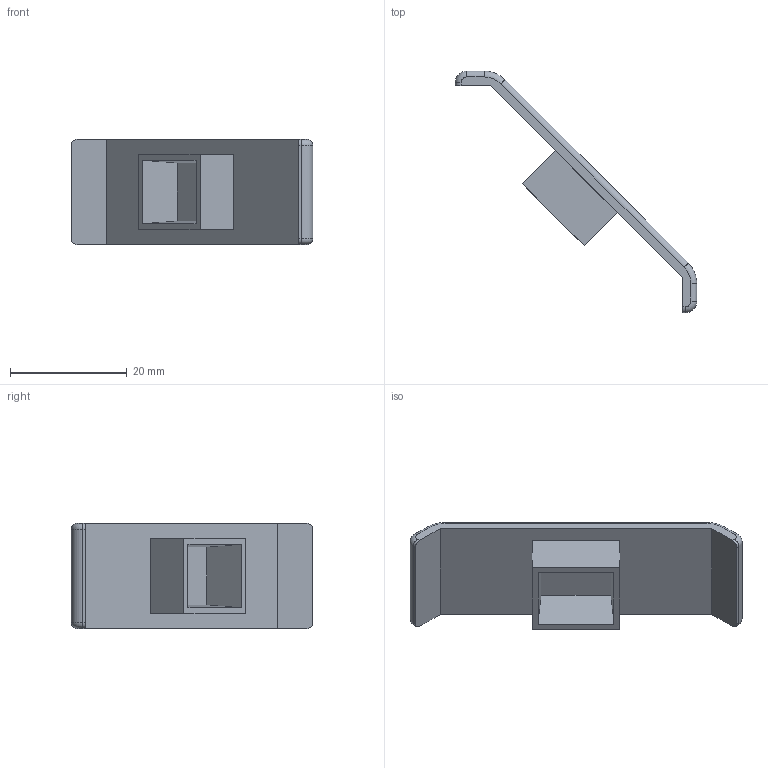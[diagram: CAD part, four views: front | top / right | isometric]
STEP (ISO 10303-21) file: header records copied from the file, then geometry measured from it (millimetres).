
FILE_DESCRIPTION (( 'STEP AP214' ), '1' );
FILE_NAME ('084.206.001.STEP', '2021-02-05T09:40:13', ( '' ), ( '' ), 'SwSTEP 2.0', 'SolidWorks 2018', '' );
FILE_SCHEMA (( 'AUTOMOTIVE_DESIGN' ));
Length unit declared in the file: millimetre
Products named in the file (1): 084.206.001
Bounding box: 41.38 x 41.38 x 18 mm (x, y, z)
Volume: 3165.3 mm3; surface area: 3265.8 mm2
Topology: 1 solids, 1 shells, 42 faces, 98 edges, 60 vertices
Faces by surface type: plane 20, cylinder 14, torus 8
Entity records: 1224 total; most frequent: DIRECTION 220, CARTESIAN_POINT 201, ORIENTED_EDGE 196, EDGE_CURVE 98, AXIS2_PLACEMENT_3D 79, VECTOR 62, LINE 62, VERTEX_POINT 60
